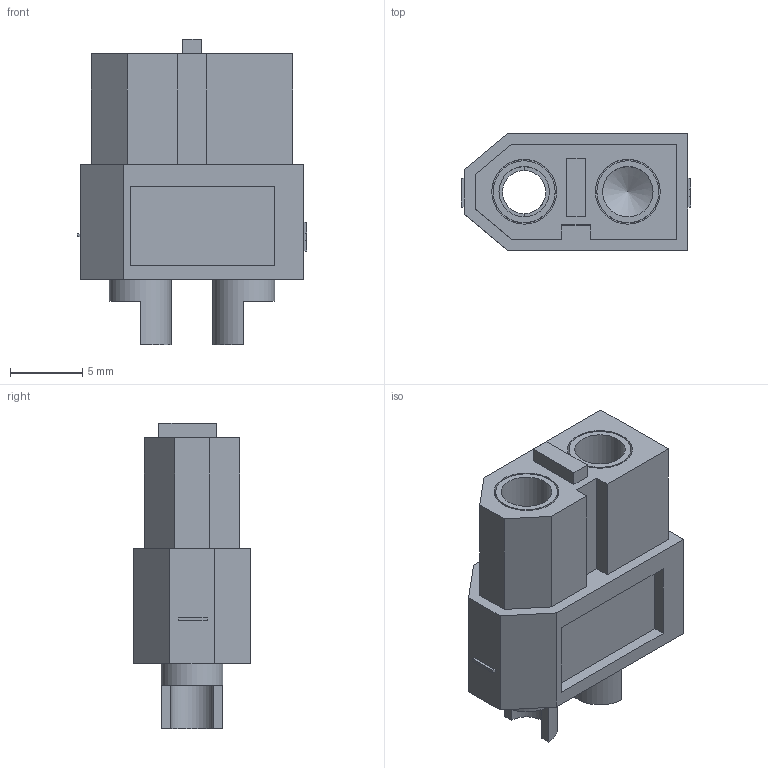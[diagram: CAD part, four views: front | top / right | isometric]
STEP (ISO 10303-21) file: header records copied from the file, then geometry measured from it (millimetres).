
FILE_DESCRIPTION(/* description */ (''),/* implementation_level */ '2;1');
FILE_NAME(/* name */ 'AMASS_XT60-F_1x02_P7.2mm_Vertical.stp',/* time_stamp */ '2021-07-21T15:45:19+09:00',/* author */ ('nnaka'),/* organization */ (''),/* preprocessor_version */ 'ST-DEVELOPER v17.2',/* originating_system */ 'Autodesk Inventor 2019',/* authorisation */ '');
FILE_SCHEMA (('AUTOMOTIVE_DESIGN { 1 0 10303 214 3 1 1 }'));
Length unit declared in the file: millimetre
Products named in the file (2): AMASS_XT60-F_1x02_P7.2mm_Vertical; COMPOUND_3
Assembly tree (1 placements, depth 2):
  AMASS_XT60-F_1x02_P7.2mm_Vertical
    COMPOUND_3
Bounding box: 15.9 x 8.1 x 21.2 mm (x, y, z)
Volume: 1227.3 mm3; surface area: 2255 mm2
Topology: 3 solids, 3 shells, 82 faces, 204 edges, 136 vertices
Faces by surface type: plane 66, cylinder 12, cone 4
Full cylindrical faces by diameter (mm): 3 x2, 3.5 x2, 4.3 x4, 4.5 x2, 6 x2
Entity records: 2495 total; most frequent: CARTESIAN_POINT 421, DIRECTION 406, ORIENTED_EDGE 400, EDGE_CURVE 200, LINE 164, VECTOR 164, VERTEX_POINT 136, AXIS2_PLACEMENT_3D 121
